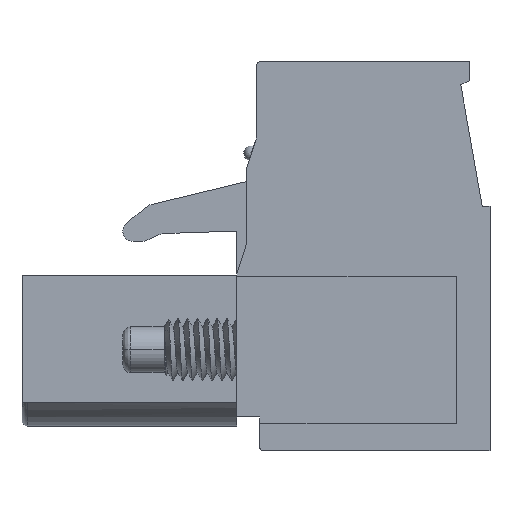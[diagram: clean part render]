
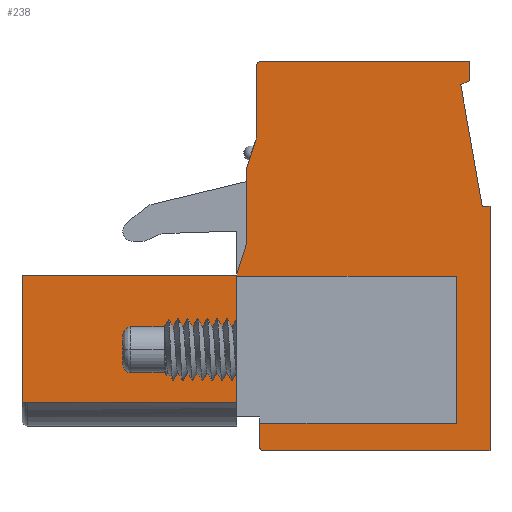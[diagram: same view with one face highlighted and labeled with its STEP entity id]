
A CAD part, left-side view. The second image highlights one B-rep face of the part: STEP entity #238.
In plain terms, the highlighted planar face has unit normal (-1, 0, 0).
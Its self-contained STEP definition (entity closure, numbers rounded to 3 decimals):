
#35=CARTESIAN_POINT('',(0.,18.1,2.89));
#36=VERTEX_POINT('',#35);
#37=CARTESIAN_POINT('',(0.,9.8,2.89));
#38=VERTEX_POINT('',#37);
#39=CARTESIAN_POINT('',(0.,18.1,2.89));
#40=DIRECTION('',(0.,-1.,0.));
#41=VECTOR('',#40,8.3);
#42=LINE('',#39,#41);
#43=EDGE_CURVE('',#36,#38,#42,.T.);
#70=CARTESIAN_POINT('',(0.,21.449,-18.05));
#71=DIRECTION('',(0.,-1.,0.));
#72=DIRECTION('',(-1.,0.,0.));
#73=AXIS2_PLACEMENT_3D('',#70,#72,#71);
#74=PLANE('',#73);
#75=CARTESIAN_POINT('',(0.,9.8,2.85));
#76=VERTEX_POINT('',#75);
#77=CARTESIAN_POINT('',(0.,1.3,2.85));
#78=VERTEX_POINT('',#77);
#79=CARTESIAN_POINT('',(0.,9.8,2.85));
#80=DIRECTION('',(0.,-1.,0.));
#81=VECTOR('',#80,8.5);
#82=LINE('',#79,#81);
#83=EDGE_CURVE('',#76,#78,#82,.T.);
#84=ORIENTED_EDGE('',*,*,#83,.T.);
#85=CARTESIAN_POINT('',(0.,1.3,-2.85));
#86=VERTEX_POINT('',#85);
#87=CARTESIAN_POINT('',(0.,1.3,2.85));
#88=DIRECTION('',(0.,0.,-1.));
#89=VECTOR('',#88,5.7);
#90=LINE('',#87,#89);
#91=EDGE_CURVE('',#78,#86,#90,.T.);
#92=ORIENTED_EDGE('',*,*,#91,.T.);
#93=CARTESIAN_POINT('',(0.,8.9,-2.85));
#94=VERTEX_POINT('',#93);
#95=CARTESIAN_POINT('',(0.,1.3,-2.85));
#96=DIRECTION('',(0.,1.,0.));
#97=VECTOR('',#96,7.6);
#98=LINE('',#95,#97);
#99=EDGE_CURVE('',#86,#94,#98,.T.);
#100=ORIENTED_EDGE('',*,*,#99,.T.);
#101=CARTESIAN_POINT('',(0.,8.9,-3.8));
#102=VERTEX_POINT('',#101);
#103=CARTESIAN_POINT('',(0.,8.9,-3.8));
#104=DIRECTION('',(0.,0.,1.));
#105=VECTOR('',#104,0.95);
#106=LINE('',#103,#105);
#107=EDGE_CURVE('',#102,#94,#106,.T.);
#108=ORIENTED_EDGE('',*,*,#107,.F.);
#109=CARTESIAN_POINT('',(0.,8.8,-3.9));
#110=VERTEX_POINT('',#109);
#111=CARTESIAN_POINT('',(0.,8.8,-3.8));
#112=DIRECTION('',(0.,1.,0.));
#113=DIRECTION('',(-1.,-0.,0.));
#114=AXIS2_PLACEMENT_3D('',#111,#113,#112);
#115=CIRCLE('',#114,0.1);
#116=EDGE_CURVE('',#102,#110,#115,.T.);
#117=ORIENTED_EDGE('',*,*,#116,.T.);
#118=CARTESIAN_POINT('',(0.,0.,-3.9));
#119=VERTEX_POINT('',#118);
#120=CARTESIAN_POINT('',(0.,8.8,-3.9));
#121=DIRECTION('',(0.,-1.,0.));
#122=VECTOR('',#121,8.8);
#123=LINE('',#120,#122);
#124=EDGE_CURVE('',#110,#119,#123,.T.);
#125=ORIENTED_EDGE('',*,*,#124,.T.);
#126=CARTESIAN_POINT('',(0.,0.,5.55));
#127=VERTEX_POINT('',#126);
#128=CARTESIAN_POINT('',(0.,0.,-3.9));
#129=DIRECTION('',(0.,0.,1.));
#130=VECTOR('',#129,9.45);
#131=LINE('',#128,#130);
#132=EDGE_CURVE('',#119,#127,#131,.T.);
#133=ORIENTED_EDGE('',*,*,#132,.T.);
#134=CARTESIAN_POINT('',(0.,0.3,5.55));
#135=VERTEX_POINT('',#134);
#136=CARTESIAN_POINT('',(0.,0.,5.55));
#137=DIRECTION('',(0.,1.,0.));
#138=VECTOR('',#137,0.3);
#139=LINE('',#136,#138);
#140=EDGE_CURVE('',#127,#135,#139,.T.);
#141=ORIENTED_EDGE('',*,*,#140,.T.);
#142=CARTESIAN_POINT('',(0.,1.13,10.24));
#143=VERTEX_POINT('',#142);
#144=CARTESIAN_POINT('',(0.,0.3,5.55));
#145=DIRECTION('',(0.,0.174,0.985));
#146=VECTOR('',#145,4.763);
#147=LINE('',#144,#146);
#148=EDGE_CURVE('',#135,#143,#147,.T.);
#149=ORIENTED_EDGE('',*,*,#148,.T.);
#150=CARTESIAN_POINT('',(0.,0.8,10.4));
#151=VERTEX_POINT('',#150);
#152=CARTESIAN_POINT('',(0.,1.13,10.24));
#153=DIRECTION('',(0.,-0.9,0.436));
#154=VECTOR('',#153,0.367);
#155=LINE('',#152,#154);
#156=EDGE_CURVE('',#143,#151,#155,.T.);
#157=ORIENTED_EDGE('',*,*,#156,.T.);
#158=CARTESIAN_POINT('',(0.,0.8,11.15));
#159=VERTEX_POINT('',#158);
#160=CARTESIAN_POINT('',(0.,0.8,10.4));
#161=DIRECTION('',(0.,0.,1.));
#162=VECTOR('',#161,0.75);
#163=LINE('',#160,#162);
#164=EDGE_CURVE('',#151,#159,#163,.T.);
#165=ORIENTED_EDGE('',*,*,#164,.T.);
#166=CARTESIAN_POINT('',(0.,8.85,11.15));
#167=VERTEX_POINT('',#166);
#168=CARTESIAN_POINT('',(0.,0.8,11.15));
#169=DIRECTION('',(0.,1.,0.));
#170=VECTOR('',#169,8.05);
#171=LINE('',#168,#170);
#172=EDGE_CURVE('',#159,#167,#171,.T.);
#173=ORIENTED_EDGE('',*,*,#172,.T.);
#174=CARTESIAN_POINT('',(0.,9.05,10.95));
#175=VERTEX_POINT('',#174);
#176=CARTESIAN_POINT('',(0.,8.85,10.95));
#177=DIRECTION('',(0.,0.,1.));
#178=DIRECTION('',(-1.,0.,-0.));
#179=AXIS2_PLACEMENT_3D('',#176,#178,#177);
#180=CIRCLE('',#179,0.2);
#181=EDGE_CURVE('',#167,#175,#180,.T.);
#182=ORIENTED_EDGE('',*,*,#181,.T.);
#183=CARTESIAN_POINT('',(0.,9.05,8.15));
#184=VERTEX_POINT('',#183);
#185=CARTESIAN_POINT('',(0.,9.05,10.95));
#186=DIRECTION('',(0.,0.,-1.));
#187=VECTOR('',#186,2.8);
#188=LINE('',#185,#187);
#189=EDGE_CURVE('',#175,#184,#188,.T.);
#190=ORIENTED_EDGE('',*,*,#189,.T.);
#191=CARTESIAN_POINT('',(0.,9.4,7.05));
#192=VERTEX_POINT('',#191);
#193=CARTESIAN_POINT('',(0.,9.05,8.15));
#194=DIRECTION('',(0.,0.303,-0.953));
#195=VECTOR('',#194,1.154);
#196=LINE('',#193,#195);
#197=EDGE_CURVE('',#184,#192,#196,.T.);
#198=ORIENTED_EDGE('',*,*,#197,.T.);
#199=CARTESIAN_POINT('',(0.,9.4,4.15));
#200=VERTEX_POINT('',#199);
#201=CARTESIAN_POINT('',(0.,9.4,4.15));
#202=DIRECTION('',(0.,0.,1.));
#203=VECTOR('',#202,2.9);
#204=LINE('',#201,#203);
#205=EDGE_CURVE('',#200,#192,#204,.T.);
#206=ORIENTED_EDGE('',*,*,#205,.F.);
#207=CARTESIAN_POINT('',(0.,9.8,2.89));
#208=DIRECTION('',(0.,-0.303,0.953));
#209=VECTOR('',#208,1.322);
#210=LINE('',#207,#209);
#211=EDGE_CURVE('',#38,#200,#210,.T.);
#212=ORIENTED_EDGE('',*,*,#211,.F.);
#213=ORIENTED_EDGE('',*,*,#43,.F.);
#214=CARTESIAN_POINT('',(0.,18.1,-2.03));
#215=VERTEX_POINT('',#214);
#216=CARTESIAN_POINT('',(0.,18.1,-2.03));
#217=DIRECTION('',(0.,0.,1.));
#218=VECTOR('',#217,4.92);
#219=LINE('',#216,#218);
#220=EDGE_CURVE('',#215,#36,#219,.T.);
#221=ORIENTED_EDGE('',*,*,#220,.F.);
#222=CARTESIAN_POINT('',(0.,9.8,-2.03));
#223=VERTEX_POINT('',#222);
#224=CARTESIAN_POINT('',(0.,9.8,-2.03));
#225=DIRECTION('',(0.,1.,0.));
#226=VECTOR('',#225,8.3);
#227=LINE('',#224,#226);
#228=EDGE_CURVE('',#223,#215,#227,.T.);
#229=ORIENTED_EDGE('',*,*,#228,.F.);
#230=CARTESIAN_POINT('',(0.,9.8,-2.03));
#231=DIRECTION('',(0.,0.,1.));
#232=VECTOR('',#231,4.88);
#233=LINE('',#230,#232);
#234=EDGE_CURVE('',#223,#76,#233,.T.);
#235=ORIENTED_EDGE('',*,*,#234,.T.);
#236=EDGE_LOOP('',(#84,#92,#100,#108,#117,#125,#133,#141,#149,#157,#165,#173,#182,#190,#198,#206,#212,#213,#221,#229,#235));
#237=FACE_OUTER_BOUND('',#236,.T.);
#238=ADVANCED_FACE('',(#237),#74,.T.);
